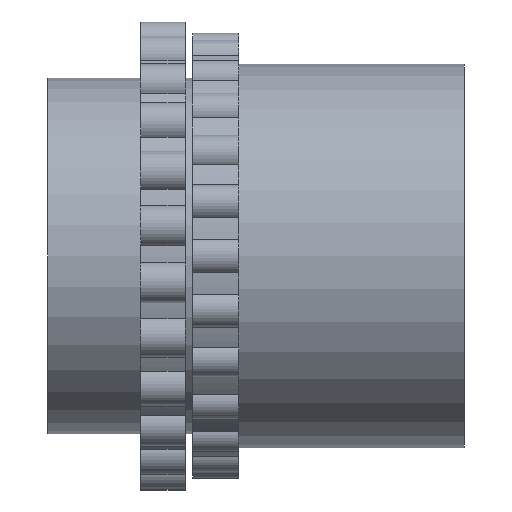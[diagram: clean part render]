
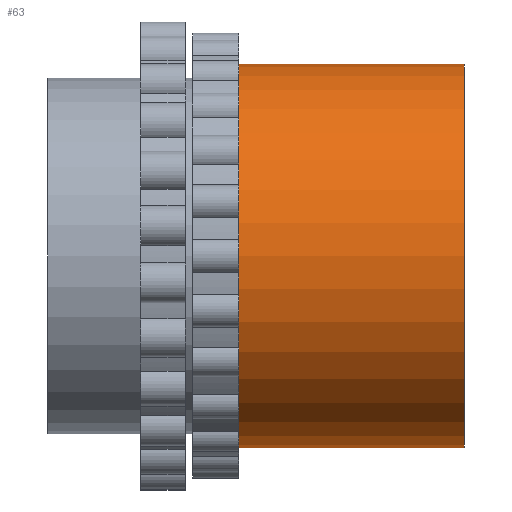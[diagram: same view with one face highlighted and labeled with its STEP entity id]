
A CAD part, front view. The second image highlights one B-rep face of the part: STEP entity #63.
In plain terms, the highlighted cylindrical face has radius 25.75 mm (diameter 51.5 mm), a full revolution.
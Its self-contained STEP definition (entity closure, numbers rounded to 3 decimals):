
#63=ADVANCED_FACE('',(#1116,#1118),#1120,.T.);
#1116=FACE_OUTER_BOUND('',#1117,.T.);
#1117=EDGE_LOOP('',(#3579));
#1118=FACE_OUTER_BOUND('',#1119,.T.);
#1119=EDGE_LOOP('',(#3580));
#1120=CYLINDRICAL_SURFACE('',#1121,25.75);
#1121=AXIS2_PLACEMENT_3D('',#1122,#1123,#1124);
#1122=CARTESIAN_POINT('',(56.,0.,0.));
#1123=DIRECTION('',(-1.,0.,0.));
#1124=DIRECTION('',(0.,0.,1.));
#3579=ORIENTED_EDGE('',*,*,#4231,.T.);
#3580=ORIENTED_EDGE('',*,*,#4232,.F.);
#4231=EDGE_CURVE('',#4557,#4557,#4558,.T.);
#4232=EDGE_CURVE('',#4559,#4559,#4560,.T.);
#4557=VERTEX_POINT('',#5104);
#4558=CIRCLE('',#5105,25.75);
#4559=VERTEX_POINT('',#5109);
#4560=CIRCLE('',#5110,25.75);
#5104=CARTESIAN_POINT('',(56.,0.,25.75));
#5105=AXIS2_PLACEMENT_3D('',#5106,#5107,#5108);
#5106=CARTESIAN_POINT('',(56.,0.,0.));
#5107=DIRECTION('',(-1.,0.,0.));
#5108=DIRECTION('',(0.,0.,1.));
#5109=CARTESIAN_POINT('',(25.7,0.,25.75));
#5110=AXIS2_PLACEMENT_3D('',#5111,#5112,#5113);
#5111=CARTESIAN_POINT('',(25.7,0.,0.));
#5112=DIRECTION('',(-1.,0.,0.));
#5113=DIRECTION('',(0.,0.,1.));
